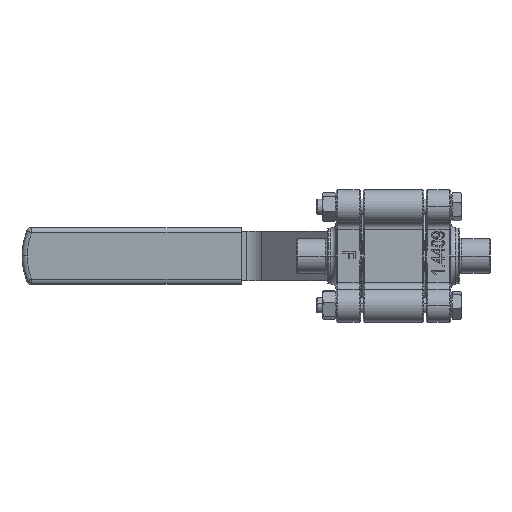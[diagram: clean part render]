
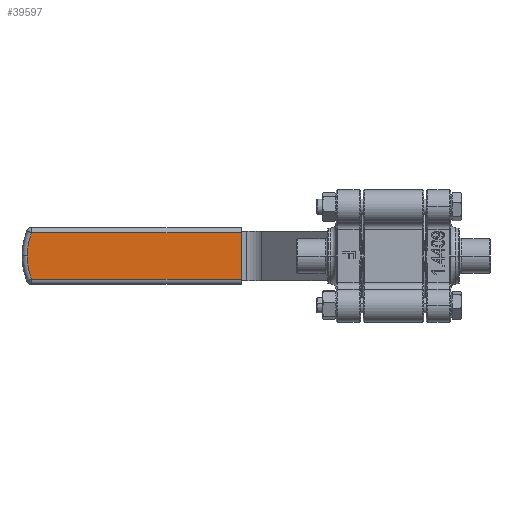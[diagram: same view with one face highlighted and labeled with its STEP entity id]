
A CAD part, front view. The second image highlights one B-rep face of the part: STEP entity #39597.
In plain terms, the highlighted planar face has unit normal (0, -1, 0).
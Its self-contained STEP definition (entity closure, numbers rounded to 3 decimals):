
#1161 = EDGE_CURVE ( 'NONE', #12333, #71365, #58890, .T. ) ;
#2469 = CARTESIAN_POINT ( 'NONE',  ( -59., 74.715, -11. ) ) ;
#4369 = PLANE ( 'NONE',  #35620 ) ;
#4634 = DIRECTION ( 'NONE',  ( 0., 1., 0. ) ) ;
#4984 = DIRECTION ( 'NONE',  ( -1., 0., 0. ) ) ;
#5844 = AXIS2_PLACEMENT_3D ( 'NONE', #78306, #41658, #4984 ) ;
#8244 = LINE ( 'NONE', #2469, #55226 ) ;
#9292 = VERTEX_POINT ( 'NONE', #72685 ) ;
#10049 = VECTOR ( 'NONE', #51335, 1000. ) ;
#12333 = VERTEX_POINT ( 'NONE', #17974 ) ;
#13264 = FACE_OUTER_BOUND ( 'NONE', #29303, .T. ) ;
#13732 = AXIS2_PLACEMENT_3D ( 'NONE', #62264, #25645, #68451 ) ;
#17974 = CARTESIAN_POINT ( 'NONE',  ( -59., 74.715, 9. ) ) ;
#20733 = DIRECTION ( 'NONE',  ( 1., 0., 0. ) ) ;
#22312 = CARTESIAN_POINT ( 'NONE',  ( -142., 74.715, 0. ) ) ;
#22532 = VERTEX_POINT ( 'NONE', #64325 ) ;
#22564 = VERTEX_POINT ( 'NONE', #22312 ) ;
#25645 = DIRECTION ( 'NONE',  ( 0., -1., 0. ) ) ;
#25946 = EDGE_CURVE ( 'NONE', #22564, #9292, #61450, .T. ) ;
#26841 = DIRECTION ( 'NONE',  ( 0., 0., 1. ) ) ;
#29303 = EDGE_LOOP ( 'NONE', ( #51692, #56281, #41136, #73086, #51380 ) ) ;
#31059 = EDGE_CURVE ( 'NONE', #71365, #22564, #67846, .T. ) ;
#35620 = AXIS2_PLACEMENT_3D ( 'NONE', #41304, #4634, #47448 ) ;
#39515 = LINE ( 'NONE', #63308, #72080 ) ;
#39597 = ADVANCED_FACE ( 'NONE', ( #13264 ), #4369, .F. ) ;
#41136 = ORIENTED_EDGE ( 'NONE', *, *, #31059, .T. ) ;
#41304 = CARTESIAN_POINT ( 'NONE',  ( -117.5, 74.715, 0. ) ) ;
#41658 = DIRECTION ( 'NONE',  ( 0., -1., 0. ) ) ;
#47448 = DIRECTION ( 'NONE',  ( -1., 0., 0. ) ) ;
#48124 = EDGE_CURVE ( 'NONE', #22532, #12333, #8244, .T. ) ;
#51335 = DIRECTION ( 'NONE',  ( -1., 0., 0. ) ) ;
#51380 = ORIENTED_EDGE ( 'NONE', *, *, #79396, .T. ) ;
#51692 = ORIENTED_EDGE ( 'NONE', *, *, #48124, .T. ) ;
#55226 = VECTOR ( 'NONE', #26841, 1000. ) ;
#56281 = ORIENTED_EDGE ( 'NONE', *, *, #1161, .T. ) ;
#58890 = LINE ( 'NONE', #76654, #10049 ) ;
#61450 = CIRCLE ( 'NONE', #13732, 24.5 ) ;
#62264 = CARTESIAN_POINT ( 'NONE',  ( -117.5, 74.715, 0. ) ) ;
#63308 = CARTESIAN_POINT ( 'NONE',  ( -59., 74.715, -9. ) ) ;
#64325 = CARTESIAN_POINT ( 'NONE',  ( -59., 74.715, -9. ) ) ;
#67846 = CIRCLE ( 'NONE', #5844, 24.5 ) ;
#68451 = DIRECTION ( 'NONE',  ( -1., 0., 0. ) ) ;
#71365 = VERTEX_POINT ( 'NONE', #72101 ) ;
#72080 = VECTOR ( 'NONE', #20733, 1000. ) ;
#72101 = CARTESIAN_POINT ( 'NONE',  ( -140.287, 74.715, 9. ) ) ;
#72685 = CARTESIAN_POINT ( 'NONE',  ( -140.287, 74.715, -9. ) ) ;
#73086 = ORIENTED_EDGE ( 'NONE', *, *, #25946, .T. ) ;
#76654 = CARTESIAN_POINT ( 'NONE',  ( -141.609, 74.715, 9. ) ) ;
#78306 = CARTESIAN_POINT ( 'NONE',  ( -117.5, 74.715, 0. ) ) ;
#79396 = EDGE_CURVE ( 'NONE', #9292, #22532, #39515, .T. ) ;
